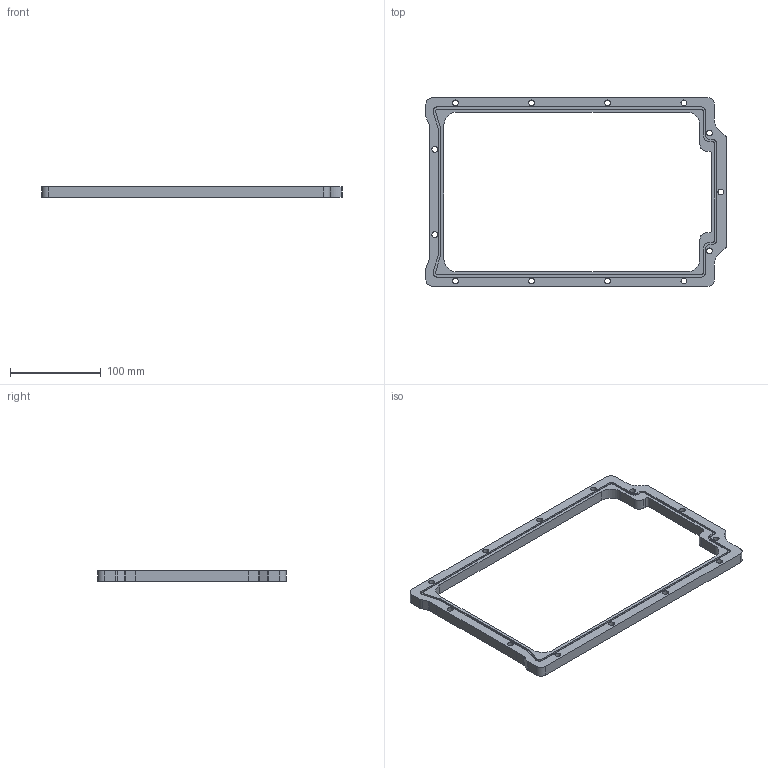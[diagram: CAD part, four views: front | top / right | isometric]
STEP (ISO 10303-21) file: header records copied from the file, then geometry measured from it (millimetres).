
FILE_DESCRIPTION((''),'2;1');
FILE_NAME('AMPERA POKROV.stp','2020-01-10T13:50:09',(''),(''),'STEP Write','Mastercam 2020 ... CNC Software, Inc.','');
FILE_SCHEMA(('AUTOMOTIVE_DESIGN'));
Length unit declared in the file: millimetre
Products named in the file (1): None
Bounding box: 331 x 208 x 12 mm (x, y, z)
Volume: 187629.1 mm3; surface area: 62011.2 mm2
Topology: 1 solids, 1 shells, 93 faces, 354 edges, 339 vertices
Faces by surface type: cylinder 49, plane 44
Full cylindrical faces by diameter (mm): 6.5 x13
Entity records: 3900 total; most frequent: CARTESIAN_POINT 734, DIRECTION 681, ORIENTED_EDGE 508, EDGE_CURVE 254, AXIS2_PLACEMENT_3D 242, VECTOR 197, LINE 197, STYLED_ITEM 187
